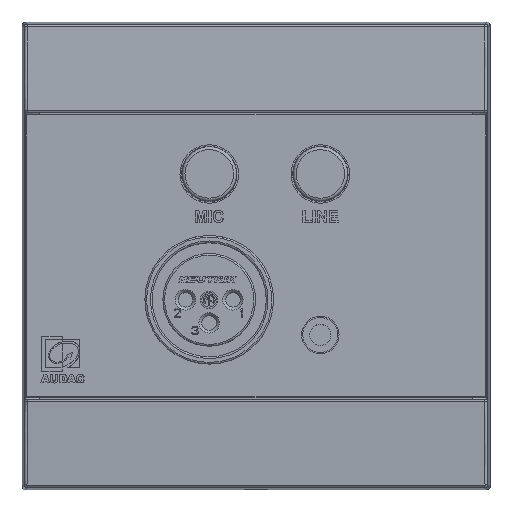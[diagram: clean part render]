
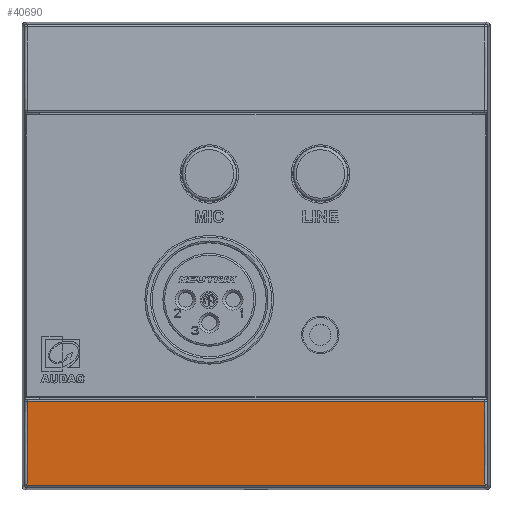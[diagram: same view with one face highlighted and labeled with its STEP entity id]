
A CAD part, top view. The second image highlights one B-rep face of the part: STEP entity #40690.
In plain terms, the highlighted cylindrical face has radius 250 mm (diameter 500 mm), a partial arc.
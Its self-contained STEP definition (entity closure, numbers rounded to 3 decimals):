
#300=B_SPLINE_CURVE_WITH_KNOTS('',3,(#58201,#58202,#58203,#58204),
 .UNSPECIFIED.,.F.,.F.,(4,4),(6.583,8.018),
 .UNSPECIFIED.);
#302=B_SPLINE_CURVE_WITH_KNOTS('',3,(#58239,#58240,#58241,#58242),
 .UNSPECIFIED.,.F.,.F.,(4,4),(0.139,1.574),
 .UNSPECIFIED.);
#543=CYLINDRICAL_SURFACE('',#43029,250.);
#1010=LINE('',#58166,#5479);
#1012=LINE('',#58214,#5481);
#5479=VECTOR('',#46564,10.);
#5481=VECTOR('',#46590,10.);
#12284=FACE_OUTER_BOUND('',#14468,.T.);
#14468=EDGE_LOOP('',(#27973,#27974,#27975,#27976));
#18116=VERTEX_POINT('',#58089);
#18119=VERTEX_POINT('',#58140);
#18125=VERTEX_POINT('',#58174);
#18128=VERTEX_POINT('',#58209);
#21965=EDGE_CURVE('',#18119,#18116,#1010,.T.);
#21972=EDGE_CURVE('',#18116,#18125,#300,.T.);
#21977=EDGE_CURVE('',#18125,#18128,#1012,.T.);
#21979=EDGE_CURVE('',#18128,#18119,#302,.T.);
#27973=ORIENTED_EDGE('',*,*,#21965,.F.);
#27974=ORIENTED_EDGE('',*,*,#21979,.F.);
#27975=ORIENTED_EDGE('',*,*,#21977,.F.);
#27976=ORIENTED_EDGE('',*,*,#21972,.F.);
#40690=ADVANCED_FACE('',(#12284),#543,.T.);
#43029=AXIS2_PLACEMENT_3D('',#58469,#46633,#46634);
#46564=DIRECTION('',(1.,0.,0.));
#46590=DIRECTION('',(-1.,0.,0.));
#46633=DIRECTION('center_axis',(-1.,0.,0.));
#46634=DIRECTION('ref_axis',(0.,0.428,-0.904));
#58089=CARTESIAN_POINT('',(39.065,-24.809,8.491));
#58140=CARTESIAN_POINT('',(-39.065,-24.809,8.491));
#58166=CARTESIAN_POINT('',(0.,-24.809,8.491));
#58174=CARTESIAN_POINT('',(39.117,-39.16,7.652));
#58201=CARTESIAN_POINT('Ctrl Pts',(39.065,-24.809,8.491));
#58202=CARTESIAN_POINT('Ctrl Pts',(39.074,-29.599,8.349));
#58203=CARTESIAN_POINT('Ctrl Pts',(39.091,-34.386,8.069));
#58204=CARTESIAN_POINT('Ctrl Pts',(39.117,-39.16,7.652));
#58209=CARTESIAN_POINT('',(-39.117,-39.16,7.652));
#58214=CARTESIAN_POINT('',(459.466,-39.16,7.652));
#58239=CARTESIAN_POINT('Ctrl Pts',(-39.117,-39.16,7.652));
#58240=CARTESIAN_POINT('Ctrl Pts',(-39.091,-34.386,
8.069));
#58241=CARTESIAN_POINT('Ctrl Pts',(-39.074,-29.599,
8.349));
#58242=CARTESIAN_POINT('Ctrl Pts',(-39.065,-24.809,
8.491));
#58469=CARTESIAN_POINT('Origin',(0.,-17.404,-241.399));
